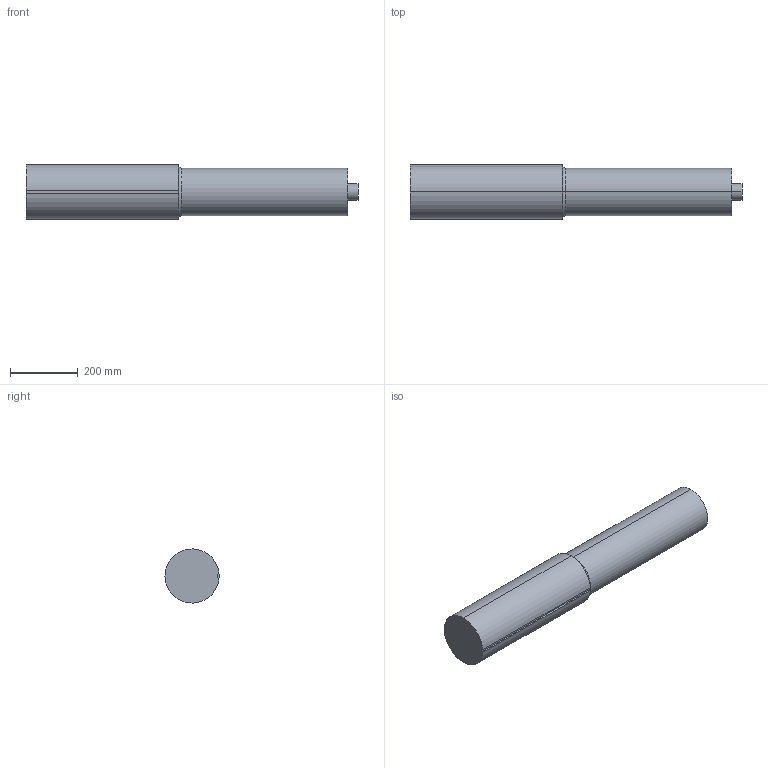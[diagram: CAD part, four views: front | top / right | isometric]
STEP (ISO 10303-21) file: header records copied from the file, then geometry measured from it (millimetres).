
FILE_DESCRIPTION (( 'STEP AP203' ), '1' );
FILE_NAME ('Parte_c_Default_sldprt.STEP', '2021-10-19T09:13:39', ( '' ), ( '' ), 'SwSTEP 2.0', 'SolidWorks 2021', '' );
FILE_SCHEMA (( 'CONFIG_CONTROL_DESIGN' ));
Length unit declared in the file: millimetre
Products named in the file (1): Parte_c_Default_sldprt
Bounding box: 980 x 159.98 x 160 mm (x, y, z)
Volume: 2363487.3 mm3; surface area: 945683 mm2
Topology: 1 solids, 2 shells, 31 faces, 65 edges, 40 vertices
Faces by surface type: cylinder 14, plane 13, torus 4
Entity records: 920 total; most frequent: DIRECTION 159, CARTESIAN_POINT 156, ORIENTED_EDGE 130, AXIS2_PLACEMENT_3D 65, EDGE_CURVE 65, VERTEX_POINT 40, CIRCLE 33, EDGE_LOOP 33
